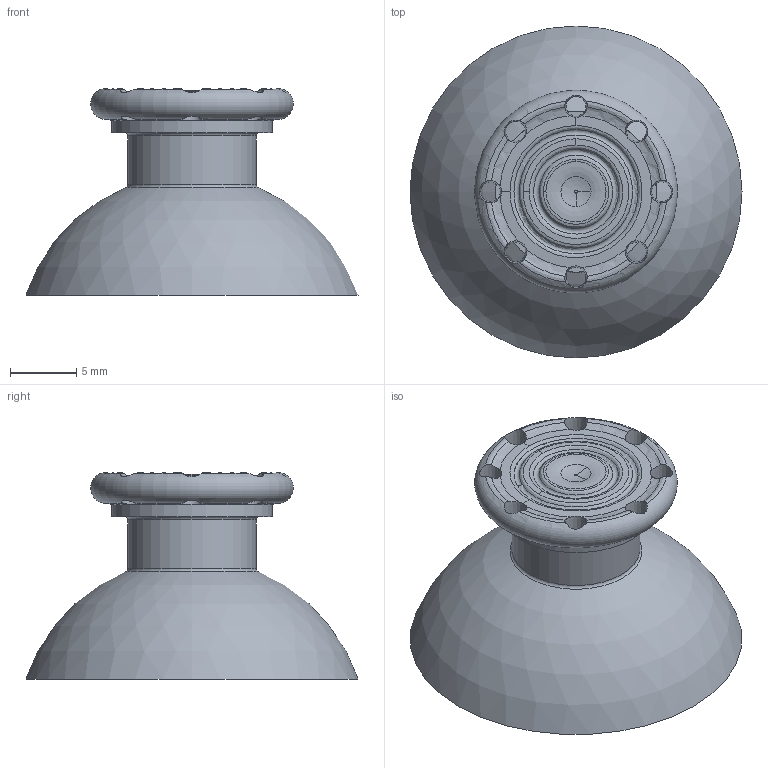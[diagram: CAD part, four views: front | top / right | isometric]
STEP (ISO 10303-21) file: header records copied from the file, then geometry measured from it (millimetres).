
FILE_DESCRIPTION(/* description */ (''),/* implementation_level */ '2;1');
FILE_NAME(/* name */ 'PlasticPart.step',/* time_stamp */ '2025-05-19T13:19:29-07:00',/* author */ (''),/* organization */ (''),/* preprocessor_version */ 'ST-DEVELOPER v20.1',/* originating_system */ 'Autodesk Translation Framework v14.4.0.0',/* authorisation */ '');
FILE_SCHEMA (('AUTOMOTIVE_DESIGN { 1 0 10303 214 3 1 1 }'));
Length unit declared in the file: millimetre
Products named in the file (1): PlasticPart
Bounding box: 25.15 x 25.15 x 15.61 mm (x, y, z)
Volume: 1479 mm3; surface area: 2265.9 mm2
Topology: 1 solids, 1 shells, 100 faces, 320 edges, 210 vertices
Faces by surface type: plane 38, bspline 29, cone 17, torus 10, cylinder 4, sphere 2
Full cylindrical faces by diameter (mm): 9.7 x1, 12.2 x1
Entity records: 5385 total; most frequent: CARTESIAN_POINT 2769, ORIENTED_EDGE 640, DIRECTION 441, EDGE_CURVE 320, VERTEX_POINT 210, AXIS2_PLACEMENT_3D 195, B_SPLINE_CURVE_WITH_KNOTS 146, EDGE_LOOP 104
